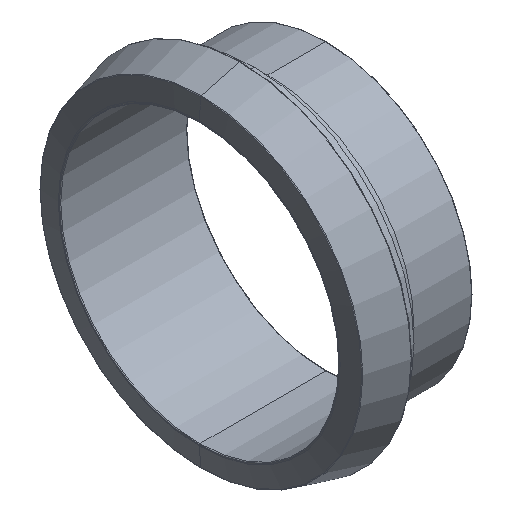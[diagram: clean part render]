
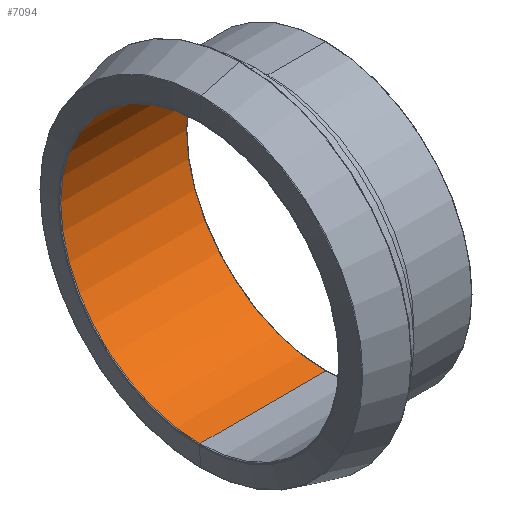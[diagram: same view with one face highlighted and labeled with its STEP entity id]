
A CAD part, isometric view. The second image highlights one B-rep face of the part: STEP entity #7094.
In plain terms, the highlighted cylindrical face has radius 40.5 mm (diameter 81 mm), a partial arc.
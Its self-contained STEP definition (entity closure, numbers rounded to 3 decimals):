
#41 = CARTESIAN_POINT ( 'NONE',  ( 0., 0., -40.5 ) ) ;
#1514 = CARTESIAN_POINT ( 'NONE',  ( 36.8, 0., 40.5 ) ) ;
#3225 = VERTEX_POINT ( 'NONE', #11871 ) ;
#3431 = LINE ( 'NONE', #21537, #7500 ) ;
#3524 = VERTEX_POINT ( 'NONE', #1514 ) ;
#3679 = CARTESIAN_POINT ( 'NONE',  ( 0., 0., 0. ) ) ;
#3683 = ORIENTED_EDGE ( 'NONE', *, *, #22602, .T. ) ;
#3895 = DIRECTION ( 'NONE',  ( -1., 0., 0. ) ) ;
#4671 = DIRECTION ( 'NONE',  ( 0., 0., 1. ) ) ;
#5142 = AXIS2_PLACEMENT_3D ( 'NONE', #17934, #17729, #16273 ) ;
#6067 = VECTOR ( 'NONE', #14261, 1000. ) ;
#6681 = EDGE_CURVE ( 'NONE', #19513, #19830, #16504, .T. ) ;
#7094 = ADVANCED_FACE ( 'NONE', ( #19818 ), #15495, .F. ) ;
#7134 = CARTESIAN_POINT ( 'NONE',  ( 0.2, 0., -40.5 ) ) ;
#7435 = LINE ( 'NONE', #41, #6067 ) ;
#7500 = VECTOR ( 'NONE', #11152, 1000. ) ;
#11152 = DIRECTION ( 'NONE',  ( -1., 0., 0. ) ) ;
#11871 = CARTESIAN_POINT ( 'NONE',  ( 36.8, 0., -40.5 ) ) ;
#12561 = CIRCLE ( 'NONE', #21540, 40.5 ) ;
#12783 = ORIENTED_EDGE ( 'NONE', *, *, #6681, .T. ) ;
#12834 = EDGE_CURVE ( 'NONE', #3225, #19830, #7435, .T. ) ;
#14261 = DIRECTION ( 'NONE',  ( -1., 0., 0. ) ) ;
#15087 = CARTESIAN_POINT ( 'NONE',  ( 36.8, 0., 0. ) ) ;
#15495 = CYLINDRICAL_SURFACE ( 'NONE', #19432, 40.5 ) ;
#16214 = CARTESIAN_POINT ( 'NONE',  ( 0.2, 0., 40.5 ) ) ;
#16273 = DIRECTION ( 'NONE',  ( 0., 0., -1. ) ) ;
#16504 = CIRCLE ( 'NONE', #5142, 40.5 ) ;
#16848 = DIRECTION ( 'NONE',  ( 1., 0., 0. ) ) ;
#17729 = DIRECTION ( 'NONE',  ( -1., 0., 0. ) ) ;
#17743 = DIRECTION ( 'NONE',  ( 0., 0., 1. ) ) ;
#17788 = EDGE_CURVE ( 'NONE', #3225, #3524, #12561, .T. ) ;
#17934 = CARTESIAN_POINT ( 'NONE',  ( 0.2, 0., 0. ) ) ;
#19432 = AXIS2_PLACEMENT_3D ( 'NONE', #3679, #3895, #17743 ) ;
#19513 = VERTEX_POINT ( 'NONE', #16214 ) ;
#19818 = FACE_OUTER_BOUND ( 'NONE', #21505, .T. ) ;
#19830 = VERTEX_POINT ( 'NONE', #7134 ) ;
#21430 = ORIENTED_EDGE ( 'NONE', *, *, #17788, .T. ) ;
#21505 = EDGE_LOOP ( 'NONE', ( #21771, #21430, #3683, #12783 ) ) ;
#21537 = CARTESIAN_POINT ( 'NONE',  ( 0., 0., 40.5 ) ) ;
#21540 = AXIS2_PLACEMENT_3D ( 'NONE', #15087, #16848, #4671 ) ;
#21771 = ORIENTED_EDGE ( 'NONE', *, *, #12834, .F. ) ;
#22602 = EDGE_CURVE ( 'NONE', #3524, #19513, #3431, .T. ) ;
